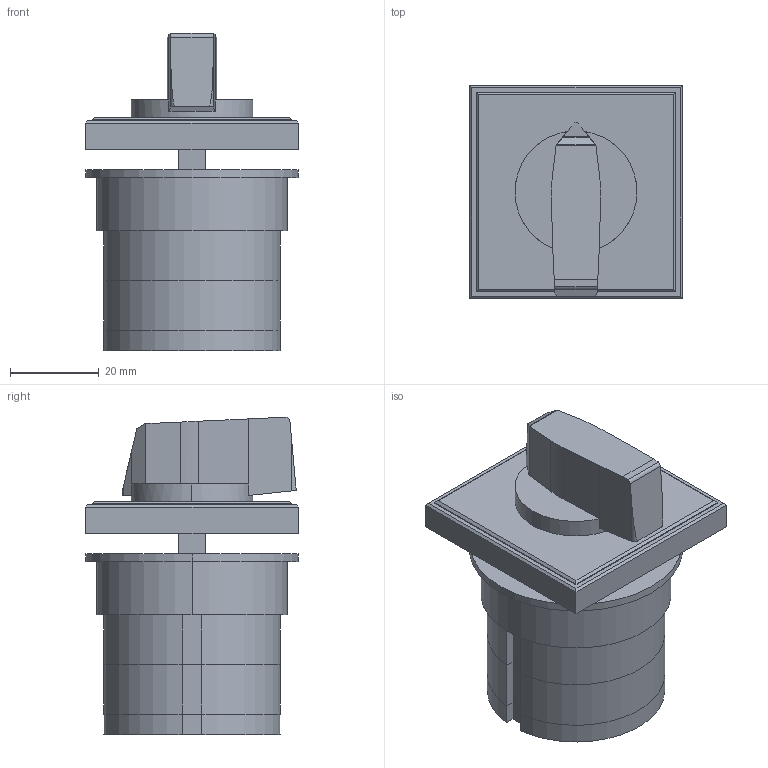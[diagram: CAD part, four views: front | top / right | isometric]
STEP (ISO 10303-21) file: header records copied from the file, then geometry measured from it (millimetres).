
FILE_DESCRIPTION((''),'2;1');
FILE_NAME('3d_7GN2092U.stp','2012-10-02T14:31:48',(''),(''),'Mechanical Desktop 2011','Mechanical Desktop 2011',', , ');
FILE_SCHEMA(('CONFIG_CONTROL_DESIGN'));
Length unit declared in the file: millimetre
Products named in the file (1): Product
Bounding box: 48 x 48 x 71.5 mm (x, y, z)
Volume: 78660.3 mm3; surface area: 32718.5 mm2
Topology: 9 solids, 9 shells, 106 faces, 250 edges, 162 vertices
Faces by surface type: plane 71, cylinder 23, bspline 12
Entity records: 3097 total; most frequent: CARTESIAN_POINT 555, ORIENTED_EDGE 500, DIRECTION 496, EDGE_CURVE 250, VECTOR 194, LINE 194, VERTEX_POINT 162, AXIS2_PLACEMENT_3D 151
